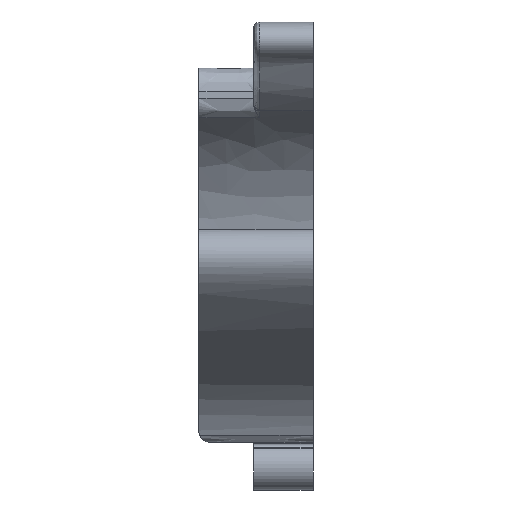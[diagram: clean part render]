
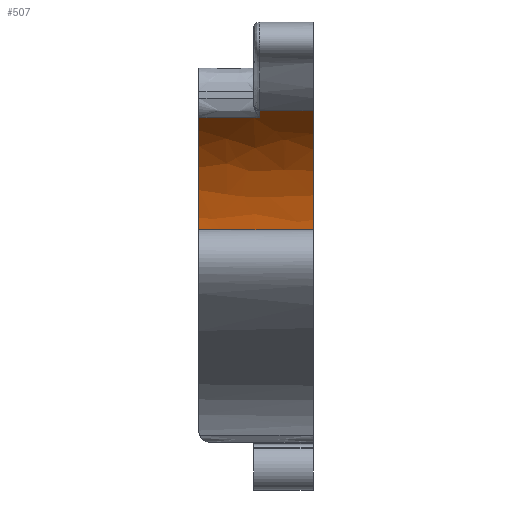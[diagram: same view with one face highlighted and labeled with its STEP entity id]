
A CAD part, front view. The second image highlights one B-rep face of the part: STEP entity #507.
In plain terms, the highlighted free-form (B-spline) face has degree [5, 1] with [17, 2] control points.
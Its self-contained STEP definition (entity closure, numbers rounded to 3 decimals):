
#28=(
BOUNDED_CURVE()
B_SPLINE_CURVE(5,(#1626,#1627,#1628,#1629,#1630,#1631,#1632,#1633,#1634,
#1635,#1636,#1637,#1638,#1639,#1640,#1641),.UNSPECIFIED.,.F.,.F.)
B_SPLINE_CURVE_WITH_KNOTS((6,1,1,1,1,1,1,1,1,1,1,6),(0.465,
0.472,0.48,0.488,0.496,0.504,0.512,0.52,0.528,0.536,0.544,0.547),
 .UNSPECIFIED.)
CURVE()
GEOMETRIC_REPRESENTATION_ITEM()
RATIONAL_B_SPLINE_CURVE((1.,1.,1.,1.,1.,1.,1.,1.,1.,1.,1.,1.,1.,1.,1.,1.))
REPRESENTATION_ITEM('')
);
#30=(
BOUNDED_CURVE()
B_SPLINE_CURVE(5,(#1830,#1831,#1832,#1833,#1834,#1835,#1836,#1837,#1838,
#1839,#1840,#1841,#1842,#1843,#1844,#1845,#1846),.UNSPECIFIED.,.F.,.F.)
B_SPLINE_CURVE_WITH_KNOTS((6,1,1,1,1,1,1,1,1,1,1,1,6),(-0.554,
-0.552,-0.544,-0.536,-0.528,-0.52,-0.512,-0.504,-0.496,-0.488,-0.48,-0.472,
-0.465),.UNSPECIFIED.)
CURVE()
GEOMETRIC_REPRESENTATION_ITEM()
RATIONAL_B_SPLINE_CURVE((1.,1.,1.,1.,1.,1.,1.,1.,1.,1.,1.,1.,1.,1.,1.,1.,
1.))
REPRESENTATION_ITEM('')
);
#35=(
BOUNDED_SURFACE()
B_SPLINE_SURFACE(5,1,((#1795,#1796),(#1797,#1798),(#1799,#1800),(#1801,
#1802),(#1803,#1804),(#1805,#1806),(#1807,#1808),(#1809,#1810),(#1811,#1812),
(#1813,#1814),(#1815,#1816),(#1817,#1818),(#1819,#1820),(#1821,#1822),(#1823,
#1824),(#1825,#1826),(#1827,#1828)),.UNSPECIFIED.,.F.,.F.,.F.)
B_SPLINE_SURFACE_WITH_KNOTS((6,1,1,1,1,1,1,1,1,1,1,1,6),(2,2),(-0.554,
-0.552,-0.544,-0.536,-0.528,-0.52,-0.512,-0.504,-0.496,-0.488,-0.48,-0.472,
-0.465),(-2.3,2.5),.UNSPECIFIED.)
GEOMETRIC_REPRESENTATION_ITEM()
RATIONAL_B_SPLINE_SURFACE(((1.,1.),(1.,1.),(1.,1.),(1.,1.),(1.,1.),(1.,
1.),(1.,1.),(1.,1.),(1.,1.),(1.,1.),(1.,1.),(1.,1.),(1.,1.),(1.,1.),(1.,
1.),(1.,1.),(1.,1.)))
REPRESENTATION_ITEM('')
SURFACE()
);
#51=LINE('',#1793,#75);
#52=LINE('',#1794,#76);
#53=LINE('',#1847,#77);
#75=VECTOR('',#615,10.);
#76=VECTOR('',#616,10.);
#77=VECTOR('',#617,10.);
#110=FACE_OUTER_BOUND('',#138,.T.);
#138=EDGE_LOOP('',(#423,#424,#425,#426,#427,#428,#429,#430));
#156=B_SPLINE_CURVE_WITH_KNOTS('',3,(#1047,#1048,#1049,#1050),
 .UNSPECIFIED.,.F.,.F.,(4,4),(6.731,7.258),
 .UNSPECIFIED.);
#173=B_SPLINE_CURVE_WITH_KNOTS('',3,(#1713,#1714,#1715,#1716),
 .UNSPECIFIED.,.F.,.F.,(4,4),(-4.8,-2.5),.UNSPECIFIED.);
#174=B_SPLINE_CURVE_WITH_KNOTS('',3,(#1717,#1718,#1719,#1720),
 .UNSPECIFIED.,.F.,.F.,(4,4),(2.25,2.5),
 .UNSPECIFIED.);
#201=VERTEX_POINT('',#977);
#202=VERTEX_POINT('',#1003);
#218=VERTEX_POINT('',#1448);
#219=VERTEX_POINT('',#1512);
#220=VERTEX_POINT('',#1514);
#226=VERTEX_POINT('',#1625);
#230=VERTEX_POINT('',#1712);
#237=VERTEX_POINT('',#1829);
#255=EDGE_CURVE('',#202,#201,#156,.T.);
#287=EDGE_CURVE('',#220,#226,#28,.T.);
#293=EDGE_CURVE('',#226,#230,#173,.T.);
#294=EDGE_CURVE('',#202,#230,#174,.T.);
#305=EDGE_CURVE('',#219,#218,#51,.T.);
#306=EDGE_CURVE('',#219,#220,#52,.T.);
#307=EDGE_CURVE('',#237,#218,#30,.T.);
#308=EDGE_CURVE('',#201,#237,#53,.T.);
#423=ORIENTED_EDGE('',*,*,#294,.T.);
#424=ORIENTED_EDGE('',*,*,#293,.F.);
#425=ORIENTED_EDGE('',*,*,#287,.F.);
#426=ORIENTED_EDGE('',*,*,#306,.F.);
#427=ORIENTED_EDGE('',*,*,#305,.T.);
#428=ORIENTED_EDGE('',*,*,#307,.F.);
#429=ORIENTED_EDGE('',*,*,#308,.F.);
#430=ORIENTED_EDGE('',*,*,#255,.F.);
#507=ADVANCED_FACE('',(#110),#35,.T.);
#615=DIRECTION('',(1.,0.,0.));
#616=DIRECTION('',(-1.,0.,0.));
#617=DIRECTION('',(1.,0.,0.));
#977=CARTESIAN_POINT('',(87.487,-270.,250.));
#1003=CARTESIAN_POINT('',(87.487,-265.681,247.119));
#1047=CARTESIAN_POINT('Ctrl Pts',(87.487,-265.681,247.119));
#1048=CARTESIAN_POINT('Ctrl Pts',(87.487,-267.101,248.099));
#1049=CARTESIAN_POINT('Ctrl Pts',(87.487,-268.543,249.057));
#1050=CARTESIAN_POINT('Ctrl Pts',(87.487,-270.,250.));
#1448=CARTESIAN_POINT('',(109.987,-232.453,193.418));
#1512=CARTESIAN_POINT('',(84.987,-232.453,193.418));
#1514=CARTESIAN_POINT('',(61.987,-232.453,193.418));
#1625=CARTESIAN_POINT('',(61.987,-265.681,247.119));
#1626=CARTESIAN_POINT('Ctrl Pts',(61.987,-232.453,193.418));
#1627=CARTESIAN_POINT('Ctrl Pts',(61.987,-232.455,193.422));
#1628=CARTESIAN_POINT('Ctrl Pts',(61.987,-232.467,193.467));
#1629=CARTESIAN_POINT('Ctrl Pts',(61.987,-232.521,193.878));
#1630=CARTESIAN_POINT('Ctrl Pts',(61.987,-232.753,195.997));
#1631=CARTESIAN_POINT('Ctrl Pts',(61.987,-233.618,201.254));
#1632=CARTESIAN_POINT('Ctrl Pts',(61.987,-235.425,208.493));
#1633=CARTESIAN_POINT('Ctrl Pts',(61.987,-238.35,216.324));
#1634=CARTESIAN_POINT('Ctrl Pts',(61.987,-242.357,223.943));
#1635=CARTESIAN_POINT('Ctrl Pts',(61.987,-247.238,230.845));
#1636=CARTESIAN_POINT('Ctrl Pts',(61.987,-252.683,236.81));
#1637=CARTESIAN_POINT('Ctrl Pts',(61.987,-257.612,241.166));
#1638=CARTESIAN_POINT('Ctrl Pts',(61.987,-261.346,244.044));
#1639=CARTESIAN_POINT('Ctrl Pts',(61.987,-263.884,245.87));
#1640=CARTESIAN_POINT('Ctrl Pts',(61.987,-265.31,246.863));
#1641=CARTESIAN_POINT('Ctrl Pts',(61.987,-265.681,247.119));
#1712=CARTESIAN_POINT('',(84.987,-265.681,247.119));
#1713=CARTESIAN_POINT('Ctrl Pts',(61.987,-265.681,247.119));
#1714=CARTESIAN_POINT('Ctrl Pts',(69.654,-265.681,247.119));
#1715=CARTESIAN_POINT('Ctrl Pts',(77.321,-265.681,247.119));
#1716=CARTESIAN_POINT('Ctrl Pts',(84.987,-265.681,247.119));
#1717=CARTESIAN_POINT('Ctrl Pts',(87.487,-265.681,247.119));
#1718=CARTESIAN_POINT('Ctrl Pts',(86.654,-265.681,247.119));
#1719=CARTESIAN_POINT('Ctrl Pts',(85.821,-265.681,247.119));
#1720=CARTESIAN_POINT('Ctrl Pts',(84.987,-265.681,247.119));
#1793=CARTESIAN_POINT('',(84.987,-232.453,193.418));
#1794=CARTESIAN_POINT('',(84.987,-232.453,193.418));
#1795=CARTESIAN_POINT('Ctrl Pts',(61.987,-270.,250.));
#1796=CARTESIAN_POINT('Ctrl Pts',(109.987,-270.,250.));
#1797=CARTESIAN_POINT('Ctrl Pts',(61.987,-269.797,249.869));
#1798=CARTESIAN_POINT('Ctrl Pts',(109.987,-269.797,249.869));
#1799=CARTESIAN_POINT('Ctrl Pts',(61.987,-268.611,249.099));
#1800=CARTESIAN_POINT('Ctrl Pts',(109.987,-268.611,249.099));
#1801=CARTESIAN_POINT('Ctrl Pts',(61.987,-266.388,247.629));
#1802=CARTESIAN_POINT('Ctrl Pts',(109.987,-266.388,247.629));
#1803=CARTESIAN_POINT('Ctrl Pts',(61.987,-263.01,245.307));
#1804=CARTESIAN_POINT('Ctrl Pts',(109.987,-263.01,245.307));
#1805=CARTESIAN_POINT('Ctrl Pts',(61.987,-258.343,241.812));
#1806=CARTESIAN_POINT('Ctrl Pts',(109.987,-258.343,241.812));
#1807=CARTESIAN_POINT('Ctrl Pts',(61.987,-252.683,236.81));
#1808=CARTESIAN_POINT('Ctrl Pts',(109.987,-252.683,236.81));
#1809=CARTESIAN_POINT('Ctrl Pts',(61.987,-247.238,230.845));
#1810=CARTESIAN_POINT('Ctrl Pts',(109.987,-247.238,230.845));
#1811=CARTESIAN_POINT('Ctrl Pts',(61.987,-242.357,223.943));
#1812=CARTESIAN_POINT('Ctrl Pts',(109.987,-242.357,223.943));
#1813=CARTESIAN_POINT('Ctrl Pts',(61.987,-238.35,216.324));
#1814=CARTESIAN_POINT('Ctrl Pts',(109.987,-238.35,216.324));
#1815=CARTESIAN_POINT('Ctrl Pts',(61.987,-235.425,208.493));
#1816=CARTESIAN_POINT('Ctrl Pts',(109.987,-235.425,208.493));
#1817=CARTESIAN_POINT('Ctrl Pts',(61.987,-233.618,201.254));
#1818=CARTESIAN_POINT('Ctrl Pts',(109.987,-233.618,201.254));
#1819=CARTESIAN_POINT('Ctrl Pts',(61.987,-232.753,195.997));
#1820=CARTESIAN_POINT('Ctrl Pts',(109.987,-232.753,195.997));
#1821=CARTESIAN_POINT('Ctrl Pts',(61.987,-232.521,193.878));
#1822=CARTESIAN_POINT('Ctrl Pts',(109.987,-232.521,193.878));
#1823=CARTESIAN_POINT('Ctrl Pts',(61.987,-232.467,193.467));
#1824=CARTESIAN_POINT('Ctrl Pts',(109.987,-232.467,193.467));
#1825=CARTESIAN_POINT('Ctrl Pts',(61.987,-232.455,193.422));
#1826=CARTESIAN_POINT('Ctrl Pts',(109.987,-232.455,193.422));
#1827=CARTESIAN_POINT('Ctrl Pts',(61.987,-232.453,193.418));
#1828=CARTESIAN_POINT('Ctrl Pts',(109.987,-232.453,193.418));
#1829=CARTESIAN_POINT('',(109.987,-270.,250.));
#1830=CARTESIAN_POINT('Ctrl Pts',(109.987,-270.,250.));
#1831=CARTESIAN_POINT('Ctrl Pts',(109.987,-269.797,249.869));
#1832=CARTESIAN_POINT('Ctrl Pts',(109.987,-268.611,249.099));
#1833=CARTESIAN_POINT('Ctrl Pts',(109.987,-266.388,247.629));
#1834=CARTESIAN_POINT('Ctrl Pts',(109.987,-263.01,245.307));
#1835=CARTESIAN_POINT('Ctrl Pts',(109.987,-258.343,241.812));
#1836=CARTESIAN_POINT('Ctrl Pts',(109.987,-252.683,236.81));
#1837=CARTESIAN_POINT('Ctrl Pts',(109.987,-247.238,230.845));
#1838=CARTESIAN_POINT('Ctrl Pts',(109.987,-242.357,223.943));
#1839=CARTESIAN_POINT('Ctrl Pts',(109.987,-238.35,216.324));
#1840=CARTESIAN_POINT('Ctrl Pts',(109.987,-235.425,208.493));
#1841=CARTESIAN_POINT('Ctrl Pts',(109.987,-233.618,201.254));
#1842=CARTESIAN_POINT('Ctrl Pts',(109.987,-232.753,195.997));
#1843=CARTESIAN_POINT('Ctrl Pts',(109.987,-232.521,193.878));
#1844=CARTESIAN_POINT('Ctrl Pts',(109.987,-232.467,193.467));
#1845=CARTESIAN_POINT('Ctrl Pts',(109.987,-232.455,193.422));
#1846=CARTESIAN_POINT('Ctrl Pts',(109.987,-232.453,193.418));
#1847=CARTESIAN_POINT('',(84.987,-270.,250.));
